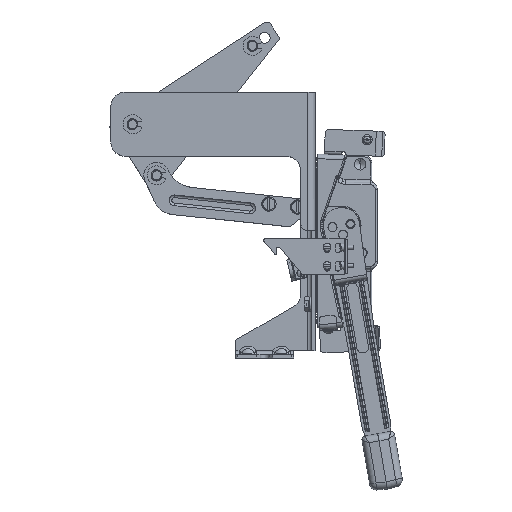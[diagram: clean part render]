
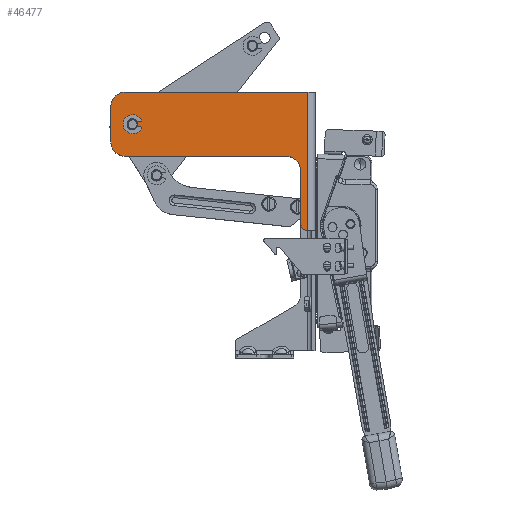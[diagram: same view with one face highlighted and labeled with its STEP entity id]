
A CAD part, top view. The second image highlights one B-rep face of the part: STEP entity #46477.
In plain terms, the highlighted planar face has unit normal (0, 0, 1).
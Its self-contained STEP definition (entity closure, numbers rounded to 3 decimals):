
#1746=CARTESIAN_POINT('',(-3.302,-121.661,22.987));
#1751=DIRECTION('',(0.,1.,0.));
#1752=VECTOR('',#1751,121.661);
#1753=CARTESIAN_POINT('',(-3.302,-121.661,22.987));
#1754=LINE('',#1753,#1752);
#1772=CARTESIAN_POINT('',(-163.322,-43.688,22.987));
#1773=DIRECTION('',(0.,0.,-1.));
#1774=DIRECTION('',(0.,-1.,0.));
#1775=AXIS2_PLACEMENT_3D('',#1772,#1773,#1774);
#1780=CARTESIAN_POINT('',(-163.322,-12.7,22.987));
#1781=DIRECTION('',(0.,0.,-1.));
#1782=DIRECTION('',(-1.,0.,0.));
#1783=AXIS2_PLACEMENT_3D('',#1780,#1781,#1782);
#1788=CARTESIAN_POINT('',(-3.048,-115.316,22.987));
#1789=DIRECTION('',(0.,0.,-1.));
#1790=DIRECTION('',(-0.04,-0.999,0.));
#1791=AXIS2_PLACEMENT_3D('',#1788,#1789,#1790);
#1796=CARTESIAN_POINT('',(-22.098,-69.088,22.987));
#1797=DIRECTION('',(0.,0.,1.));
#1798=DIRECTION('',(1.,0.,0.));
#1799=AXIS2_PLACEMENT_3D('',#1796,#1797,#1798);
#1804=CARTESIAN_POINT('',(-156.972,-28.194,22.987));
#1805=DIRECTION('',(0.,0.,1.));
#1806=DIRECTION('',(-1.,0.,0.));
#1807=AXIS2_PLACEMENT_3D('',#1804,#1805,#1806);
#1812=CARTESIAN_POINT('',(-156.972,-28.194,22.987));
#1813=DIRECTION('',(0.,0.,1.));
#1814=DIRECTION('',(1.,0.,0.));
#1815=AXIS2_PLACEMENT_3D('',#1812,#1813,#1814);
#1834=DIRECTION('',(1.,0.,0.));
#1835=VECTOR('',#1834,141.224);
#1836=CARTESIAN_POINT('',(-163.322,-56.388,22.987));
#1837=LINE('',#1836,#1835);
#1917=DIRECTION('',(0.,-1.,0.));
#1918=VECTOR('',#1917,46.228);
#1919=CARTESIAN_POINT('',(-9.398,-69.088,22.987));
#1920=LINE('',#1919,#1918);
#1931=DIRECTION('',(-1.,0.,0.));
#1932=VECTOR('',#1931,160.02);
#1933=CARTESIAN_POINT('',(-3.302,0.,22.987));
#1934=LINE('',#1933,#1932);
#1959=DIRECTION('',(0.,-1.,0.));
#1960=VECTOR('',#1959,30.988);
#1961=CARTESIAN_POINT('',(-176.022,-12.7,22.987));
#1962=LINE('',#1961,#1960);
#40372=VERTEX_POINT('',#1746);
#40373=CARTESIAN_POINT('',(-3.302,0.,22.987));
#40374=VERTEX_POINT('',#40373);
#40379=CARTESIAN_POINT('',(-163.322,-56.388,22.987));
#40380=CARTESIAN_POINT('',(-176.022,-43.688,22.987));
#40381=VERTEX_POINT('',#40379);
#40382=VERTEX_POINT('',#40380);
#40383=CARTESIAN_POINT('',(-22.098,-56.388,22.987));
#40384=VERTEX_POINT('',#40383);
#40385=CARTESIAN_POINT('',(-9.398,-69.088,22.987));
#40386=VERTEX_POINT('',#40385);
#40387=CARTESIAN_POINT('',(-9.398,-115.316,22.987));
#40388=VERTEX_POINT('',#40387);
#40389=CARTESIAN_POINT('',(-163.322,0.,22.987));
#40390=VERTEX_POINT('',#40389);
#40391=CARTESIAN_POINT('',(-176.022,-12.7,22.987));
#40392=VERTEX_POINT('',#40391);
#40393=CARTESIAN_POINT('',(-161.735,-28.194,22.987));
#40394=CARTESIAN_POINT('',(-152.21,-28.194,22.987));
#40395=VERTEX_POINT('',#40393);
#40396=VERTEX_POINT('',#40394);
#46448=CARTESIAN_POINT('',(-89.662,-60.83,22.987));
#46449=DIRECTION('',(0.,0.,1.));
#46450=DIRECTION('',(-1.,0.,0.));
#46451=AXIS2_PLACEMENT_3D('',#46448,#46449,#46450);
#46452=PLANE('',#46451);
#46454=ORIENTED_EDGE('',*,*,#46453,.T.);
#46456=ORIENTED_EDGE('',*,*,#46455,.F.);
#46458=ORIENTED_EDGE('',*,*,#46457,.T.);
#46460=ORIENTED_EDGE('',*,*,#46459,.F.);
#46461=ORIENTED_EDGE('',*,*,#46436,.F.);
#46462=ORIENTED_EDGE('',*,*,#46409,.T.);
#46464=ORIENTED_EDGE('',*,*,#46463,.F.);
#46466=ORIENTED_EDGE('',*,*,#46465,.T.);
#46468=ORIENTED_EDGE('',*,*,#46467,.F.);
#46469=EDGE_LOOP('',(#46454,#46456,#46458,#46460,#46461,#46462,#46464,#46466,
#46468));
#46470=FACE_OUTER_BOUND('',#46469,.F.);
#46472=ORIENTED_EDGE('',*,*,#46471,.T.);
#46474=ORIENTED_EDGE('',*,*,#46473,.T.);
#46475=EDGE_LOOP('',(#46472,#46474));
#46476=FACE_BOUND('',#46475,.F.);
#1776=CIRCLE('',#1775,12.7);
#1784=CIRCLE('',#1783,12.7);
#1792=CIRCLE('',#1791,6.35);
#1800=CIRCLE('',#1799,12.7);
#1808=CIRCLE('',#1807,4.763);
#1816=CIRCLE('',#1815,4.763);
#46409=EDGE_CURVE('',#40372,#40388,#1792,.T.);
#46436=EDGE_CURVE('',#40372,#40374,#1754,.T.);
#46453=EDGE_CURVE('',#40381,#40382,#1776,.T.);
#46455=EDGE_CURVE('',#40392,#40382,#1962,.T.);
#46457=EDGE_CURVE('',#40392,#40390,#1784,.T.);
#46459=EDGE_CURVE('',#40374,#40390,#1934,.T.);
#46463=EDGE_CURVE('',#40386,#40388,#1920,.T.);
#46465=EDGE_CURVE('',#40386,#40384,#1800,.T.);
#46467=EDGE_CURVE('',#40381,#40384,#1837,.T.);
#46471=EDGE_CURVE('',#40395,#40396,#1808,.T.);
#46473=EDGE_CURVE('',#40396,#40395,#1816,.T.);
#46477=ADVANCED_FACE('',(#46470,#46476),#46452,.T.);
